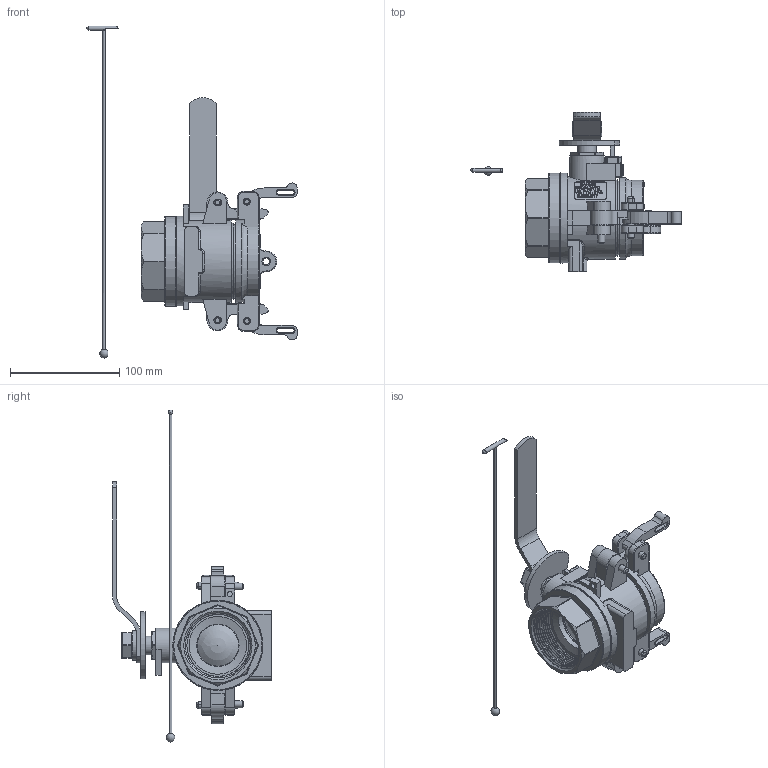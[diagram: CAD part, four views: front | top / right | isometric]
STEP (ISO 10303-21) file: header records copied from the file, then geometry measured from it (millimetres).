
FILE_DESCRIPTION(/* description */ ('2" SS SP MALE x FEMALE BSPP w/ PTFE SEALS'),/* implementation_level */ '2;1');
FILE_NAME(/* name */ 'DM200ABSS.stp',/* time_stamp */ '2023-04-06T09:19:28-04:00',/* author */ ('BDB'),/* organization */ (''),/* preprocessor_version */ 'ST-DEVELOPER v18.1',/* originating_system */ 'Autodesk Inventor 2022',/* authorisation */ '');
FILE_SCHEMA (('AUTOMOTIVE_DESIGN { 1 0 10303 214 3 1 1 }'));
Products named in the file (30): DM200ABSS; DM15154MSS; DB20258; DB20281; DM15151SS; DM15153SS; DM15155SS; DM15204SS; DM15255MSS; DM15256MBSS; DM15288SS; DM15288SSX; DM200ACAP; DB20312AC; DB20312AX; DB20311V; DB20313; DM201KX; 200P; DM20300; V20207A; V20258; VSS15020; VSS15021; VSS15060; VSS15159; VSS15160; VSS15160M; VSS15160S; VSS15160F
Assembly tree (35 placements, depth 4):
  DM200ABSS
    DM15154MSS
    200P  x2
    DB20258
    DB20281  x2
    DM15151SS
    DM15153SS
    DM15155SS
    DM15204SS
    DM15255MSS
    DM15256MBSS
    DM15288SS
      DM15288SSX
    DM200ACAP
      DB20312AC
        DB20312AX
      DB20311V
      DB20313
      DM201KX  x2
      200P  x2
    DM20300  x2
    V20207A
    V20258
    VSS15020
    VSS15021
    VSS15060
    VSS15159
    VSS15160
      VSS15160M
      VSS15160S
      VSS15160F
Bounding box: 192.88 x 145.54 x 304.4 mm (x, y, z)
Volume: 419612 mm3; surface area: 190748 mm2
Topology: 33 solids, 33 shells, 2804 faces, 7343 edges, 4790 vertices
Faces by surface type: plane 1190, bspline 852, cylinder 571, cone 81, torus 75, sphere 35
Full cylindrical faces by diameter (mm): 2.381 x1, 3.175 x3, 3.969 x1, 4.572 x1, 6.325 x4, 6.35 x9, 6.502 x4, 7.112 x3, 14.732 x6, 16.825 x2, 16.993 x1, 17.018 x3, 17.17 x1, 17.526 x2, 19.99 x1, 20.066 x1, 21.336 x1, 22.261 x2, 22.606 x1, 23.19 x3, 23.368 x4, 25.4 x7, 31.75 x1, 38.1 x3, 38.862 x1, 41.046 x1, 46.101 x1, 50.8 x2, 54.61 x1, 55.372 x1
Entity records: 112486 total; most frequent: CARTESIAN_POINT 49820, ORIENTED_EDGE 14066, DIRECTION 9692, EDGE_CURVE 7033, VERTEX_POINT 4607, LINE 3604, VECTOR 3604, AXIS2_PLACEMENT_3D 3044
